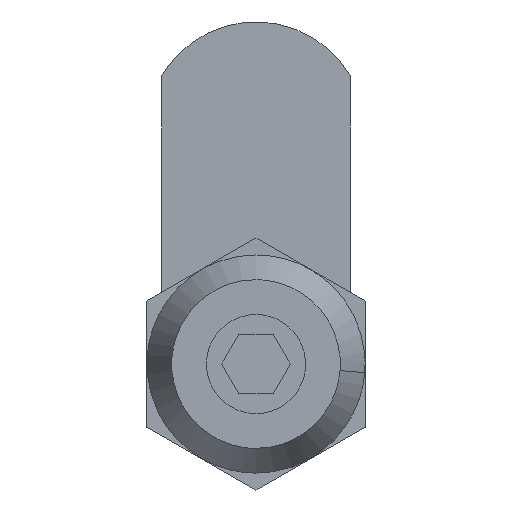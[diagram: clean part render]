
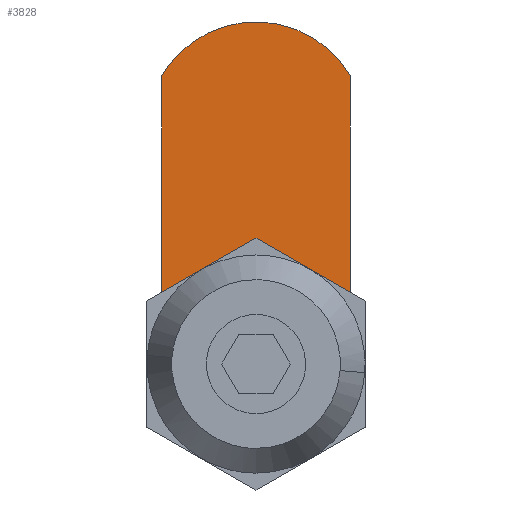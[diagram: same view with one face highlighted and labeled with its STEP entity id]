
A CAD part, front view. The second image highlights one B-rep face of the part: STEP entity #3828.
In plain terms, the highlighted free-form (B-spline) face has degree [1, 1] with [2, 2] control points.
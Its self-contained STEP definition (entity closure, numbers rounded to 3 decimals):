
#3727=CARTESIAN_POINT('',(-10.449,23.7,36.773));
#3728=CARTESIAN_POINT('',(10.449,23.7,36.773));
#3729=CARTESIAN_POINT('',(-10.449,23.7,-13.273));
#3730=CARTESIAN_POINT('',(10.449,23.7,-13.273));
#3731=B_SPLINE_SURFACE_WITH_KNOTS('',1,1,((#3727,#3729),(#3728,#3730)),.UNSPECIFIED.,.F.,.F.,.U.,(2,2),(2,2),(0.0,20.898),(0.0,50.045),.UNSPECIFIED.);
#3732=CARTESIAN_POINT('',(9.5,23.7,-5.545));
#3733=VERTEX_POINT('',#3732);
#3734=CARTESIAN_POINT('',(9.5,23.7,29.045));
#3735=VERTEX_POINT('',#3734);
#3736=CARTESIAN_POINT('',(9.5,23.7,-5.545));
#3737=CARTESIAN_POINT('',(9.5,23.7,29.045));
#3738=QUASI_UNIFORM_CURVE('',1,(#3736,#3737),.UNSPECIFIED.,.F.,.U.);
#3739=EDGE_CURVE('',#3733,#3735,#3738,.T.);
#3740=ORIENTED_EDGE('',*,*,#3739,.T.);
#3741=CARTESIAN_POINT('',(-9.5,23.7,29.045));
#3742=VERTEX_POINT('',#3741);
#3743=CARTESIAN_POINT('',(9.5,23.7,29.045));
#3744=CARTESIAN_POINT('',(6.316,23.7,34.5));
#3745=CARTESIAN_POINT('',(0.,23.7,34.5));
#3746=CARTESIAN_POINT('',(-6.316,23.7,34.5));
#3747=CARTESIAN_POINT('',(-9.5,23.7,29.045));
#3755=(BOUNDED_CURVE()B_SPLINE_CURVE(2,(#3743,#3744,#3745,#3746,#3747),.UNSPECIFIED.,.F.,.U.)B_SPLINE_CURVE_WITH_KNOTS((3,2,3),(0.0,0.5,1.0),.UNSPECIFIED.)CURVE()GEOMETRIC_REPRESENTATION_ITEM()RATIONAL_B_SPLINE_CURVE((1.0,0.867,1.0,0.867,1.0))REPRESENTATION_ITEM(''));
#3756=EDGE_CURVE('',#3735,#3742,#3755,.T.);
#3757=ORIENTED_EDGE('',*,*,#3756,.T.);
#3758=CARTESIAN_POINT('',(-9.5,23.7,-5.545));
#3759=VERTEX_POINT('',#3758);
#3760=CARTESIAN_POINT('',(-9.5,23.7,29.045));
#3761=CARTESIAN_POINT('',(-9.5,23.7,-5.545));
#3762=QUASI_UNIFORM_CURVE('',1,(#3760,#3761),.UNSPECIFIED.,.F.,.U.);
#3763=EDGE_CURVE('',#3742,#3759,#3762,.T.);
#3764=ORIENTED_EDGE('',*,*,#3763,.T.);
#3765=CARTESIAN_POINT('',(-9.5,23.7,-5.545));
#3766=CARTESIAN_POINT('',(-6.316,23.7,-11.));
#3767=CARTESIAN_POINT('',(0.,23.7,-11.));
#3768=CARTESIAN_POINT('',(6.316,23.7,-11.));
#3769=CARTESIAN_POINT('',(9.5,23.7,-5.545));
#3777=(BOUNDED_CURVE()B_SPLINE_CURVE(2,(#3765,#3766,#3767,#3768,#3769),.UNSPECIFIED.,.F.,.U.)B_SPLINE_CURVE_WITH_KNOTS((3,2,3),(0.0,0.5,1.0),.UNSPECIFIED.)CURVE()GEOMETRIC_REPRESENTATION_ITEM()RATIONAL_B_SPLINE_CURVE((1.0,0.867,1.0,0.867,1.0))REPRESENTATION_ITEM(''));
#3778=EDGE_CURVE('',#3759,#3733,#3777,.T.);
#3779=ORIENTED_EDGE('',*,*,#3778,.T.);
#3780=EDGE_LOOP('',(#3740,#3757,#3764,#3779));
#3781=FACE_OUTER_BOUND('',#3780,.T.);
#3782=CARTESIAN_POINT('',(2.55,23.7,3.146));
#3783=VERTEX_POINT('',#3782);
#3784=CARTESIAN_POINT('',(-2.55,23.7,3.146));
#3785=VERTEX_POINT('',#3784);
#3786=CARTESIAN_POINT('',(2.55,23.7,3.146));
#3787=CARTESIAN_POINT('',(0.,23.7,5.213));
#3788=CARTESIAN_POINT('',(-2.55,23.7,3.146));
#3796=(BOUNDED_CURVE()B_SPLINE_CURVE(2,(#3786,#3787,#3788),.UNSPECIFIED.,.F.,.U.)CURVE()GEOMETRIC_REPRESENTATION_ITEM()QUASI_UNIFORM_CURVE()RATIONAL_B_SPLINE_CURVE((1.0,0.777,1.0))REPRESENTATION_ITEM(''));
#3797=EDGE_CURVE('',#3783,#3785,#3796,.T.);
#3798=ORIENTED_EDGE('',*,*,#3797,.F.);
#3799=CARTESIAN_POINT('',(2.55,23.7,-3.146));
#3800=VERTEX_POINT('',#3799);
#3801=CARTESIAN_POINT('',(2.55,23.7,-3.146));
#3802=CARTESIAN_POINT('',(2.55,23.7,3.146));
#3803=QUASI_UNIFORM_CURVE('',1,(#3801,#3802),.UNSPECIFIED.,.F.,.U.);
#3804=EDGE_CURVE('',#3800,#3783,#3803,.T.);
#3805=ORIENTED_EDGE('',*,*,#3804,.F.);
#3806=CARTESIAN_POINT('',(-2.55,23.7,-3.146));
#3807=VERTEX_POINT('',#3806);
#3808=CARTESIAN_POINT('',(-2.55,23.7,-3.146));
#3809=CARTESIAN_POINT('',(0.,23.7,-5.213));
#3810=CARTESIAN_POINT('',(2.55,23.7,-3.146));
#3818=(BOUNDED_CURVE()B_SPLINE_CURVE(2,(#3808,#3809,#3810),.UNSPECIFIED.,.F.,.U.)CURVE()GEOMETRIC_REPRESENTATION_ITEM()QUASI_UNIFORM_CURVE()RATIONAL_B_SPLINE_CURVE((1.0,0.777,1.0))REPRESENTATION_ITEM(''));
#3819=EDGE_CURVE('',#3807,#3800,#3818,.T.);
#3820=ORIENTED_EDGE('',*,*,#3819,.F.);
#3821=CARTESIAN_POINT('',(-2.55,23.7,3.146));
#3822=CARTESIAN_POINT('',(-2.55,23.7,-3.146));
#3823=QUASI_UNIFORM_CURVE('',1,(#3821,#3822),.UNSPECIFIED.,.F.,.U.);
#3824=EDGE_CURVE('',#3785,#3807,#3823,.T.);
#3825=ORIENTED_EDGE('',*,*,#3824,.F.);
#3826=EDGE_LOOP('',(#3798,#3805,#3820,#3825));
#3827=FACE_BOUND('',#3826,.T.);
#3828=ADVANCED_FACE('',(#3781,#3827),#3731,.F.);
